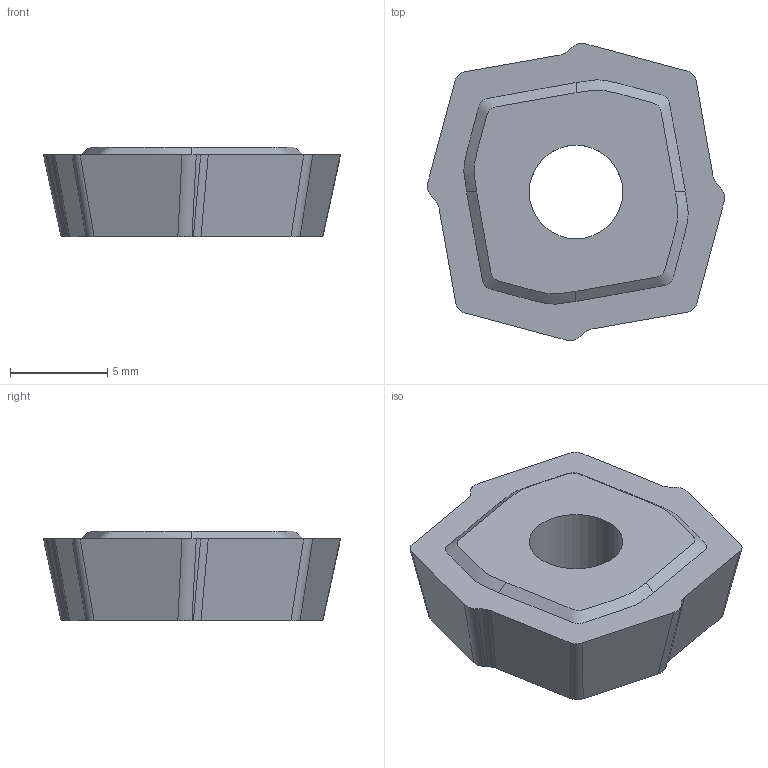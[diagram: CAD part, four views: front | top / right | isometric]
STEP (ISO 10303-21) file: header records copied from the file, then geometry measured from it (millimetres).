
FILE_DESCRIPTION(/* description */ (''),/* implementation_level */ '2;1');
FILE_NAME(/* name */ '61065979_cgr_000~00_214.stp',/* time_stamp */ '2017-12-18T15:21:37+06:00',/* author */ (''),/* organization */ (''),/* preprocessor_version */ 'ST-DEVELOPER v15',/* originating_system */ 'SIEMENS PLM Software NX 9.0',/* authorisation */ '');
FILE_SCHEMA (('AUTOMOTIVE_DESIGN { 1 0 10303 214 3 1 1 1 }'));
Length unit declared in the file: millimetre
Products named in the file (1): 61065979_cgr_000~00
Bounding box: 15.25 x 15.25 x 4.6 mm (x, y, z)
Volume: 638.7 mm3; surface area: 566.4 mm2
Topology: 1 solids, 1 shells, 32 faces, 136 edges, 143 vertices
Faces by surface type: plane 15, cylinder 13, bspline 4
Full cylindrical faces by diameter (mm): 4.8 x1
Entity records: 2240 total; most frequent: CARTESIAN_POINT 1151, ORIENTED_EDGE 196, DIRECTION 150, EDGE_CURVE 98, VERTEX_POINT 70, B_SPLINE_CURVE_WITH_KNOTS 60, LINE 60, VECTOR 60
